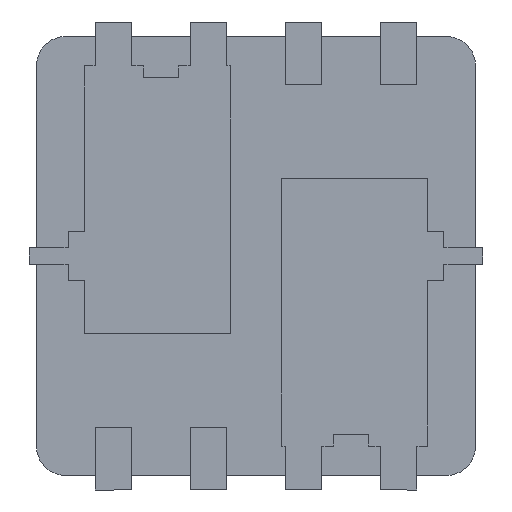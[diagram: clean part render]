
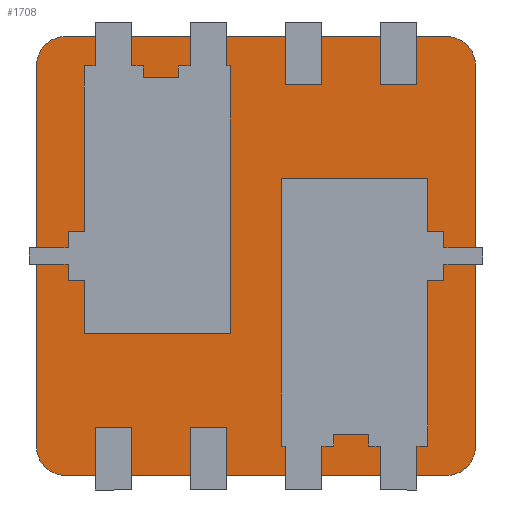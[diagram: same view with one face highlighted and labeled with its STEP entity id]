
A CAD part, front view. The second image highlights one B-rep face of the part: STEP entity #1708.
In plain terms, the highlighted planar face has unit normal (0, -1, 0).
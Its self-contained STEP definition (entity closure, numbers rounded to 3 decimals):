
#5 = ORIENTED_EDGE ( 'NONE', *, *, #3463, .T. ) ;
#82 = EDGE_CURVE ( 'NONE', #4616, #2646, #3337, .T. ) ;
#156 = CARTESIAN_POINT ( 'NONE',  ( 1.5, 0., 1.303 ) ) ;
#193 = FACE_OUTER_BOUND ( 'NONE', #4449, .T. ) ;
#219 = CARTESIAN_POINT ( 'NONE',  ( 0., 0., 0. ) ) ;
#231 = CARTESIAN_POINT ( 'NONE',  ( 1.303, 0., 1.5 ) ) ;
#251 = EDGE_CURVE ( 'NONE', #980, #2646, #2247, .T. ) ;
#417 = AXIS2_PLACEMENT_3D ( 'NONE', #219, #1644, #4499 ) ;
#438 = LINE ( 'NONE', #3956, #1665 ) ;
#449 = ORIENTED_EDGE ( 'NONE', *, *, #3806, .T. ) ;
#638 = CARTESIAN_POINT ( 'NONE',  ( -1.5, 0., -1.419 ) ) ;
#683 = VERTEX_POINT ( 'NONE', #3977 ) ;
#837 =( BOUNDED_CURVE ( )  B_SPLINE_CURVE ( 3, ( #3069, #1322, #4092, #1294 ),
 .UNSPECIFIED., .F., .T. ) 
 B_SPLINE_CURVE_WITH_KNOTS ( ( 4, 4 ),
 ( 5.513, 7.054 ),
 .UNSPECIFIED. ) 
 CURVE ( )  GEOMETRIC_REPRESENTATION_ITEM ( )  RATIONAL_B_SPLINE_CURVE ( ( 1., 0.812, 0.812, 1. ) ) 
 REPRESENTATION_ITEM ( '' )  );
#932 = CARTESIAN_POINT ( 'NONE',  ( 1.419, 0., 1.5 ) ) ;
#957 = CARTESIAN_POINT ( 'NONE',  ( -1.419, 0., 1.5 ) ) ;
#980 = VERTEX_POINT ( 'NONE', #4047 ) ;
#1187 = EDGE_CURVE ( 'NONE', #3821, #683, #438, .T. ) ;
#1259 = DIRECTION ( 'NONE',  ( 0., 0., 1. ) ) ;
#1294 = CARTESIAN_POINT ( 'NONE',  ( 1.5, 0., -1.303 ) ) ;
#1322 = CARTESIAN_POINT ( 'NONE',  ( 1.419, 0., -1.5 ) ) ;
#1424 = CARTESIAN_POINT ( 'NONE',  ( -1.5, 0., -1.303 ) ) ;
#1430 = CARTESIAN_POINT ( 'NONE',  ( -1.419, 0., -1.5 ) ) ;
#1495 = DIRECTION ( 'NONE',  ( 1., 0., 0. ) ) ;
#1544 = CARTESIAN_POINT ( 'NONE',  ( -1.5, 0., 1.5 ) ) ;
#1565 = CARTESIAN_POINT ( 'NONE',  ( 1.5, 0., 1.303 ) ) ;
#1644 = DIRECTION ( 'NONE',  ( 0., -1., 0. ) ) ;
#1665 = VECTOR ( 'NONE', #3626, 1000. ) ;
#1708 = ADVANCED_FACE ( 'NONE', ( #193 ), #3437, .T. ) ;
#1824 = CARTESIAN_POINT ( 'NONE',  ( 1.303, 0., -1.5 ) ) ;
#2058 = ORIENTED_EDGE ( 'NONE', *, *, #82, .F. ) ;
#2084 = CARTESIAN_POINT ( 'NONE',  ( -1.5, 0., 1.303 ) ) ;
#2194 = CARTESIAN_POINT ( 'NONE',  ( -1.5, 0., -1.5 ) ) ;
#2247 =( BOUNDED_CURVE ( )  B_SPLINE_CURVE ( 3, ( #2736, #957, #3145, #2084 ),
 .UNSPECIFIED., .F., .T. ) 
 B_SPLINE_CURVE_WITH_KNOTS ( ( 4, 4 ),
 ( 5.513, 7.054 ),
 .UNSPECIFIED. ) 
 CURVE ( )  GEOMETRIC_REPRESENTATION_ITEM ( )  RATIONAL_B_SPLINE_CURVE ( ( 1., 0.812, 0.812, 1. ) ) 
 REPRESENTATION_ITEM ( '' )  );
#2546 = LINE ( 'NONE', #2194, #4423 ) ;
#2576 =( BOUNDED_CURVE ( )  B_SPLINE_CURVE ( 3, ( #4598, #638, #1430, #3185 ),
 .UNSPECIFIED., .F., .T. ) 
 B_SPLINE_CURVE_WITH_KNOTS ( ( 4, 4 ),
 ( 5.513, 7.054 ),
 .UNSPECIFIED. ) 
 CURVE ( )  GEOMETRIC_REPRESENTATION_ITEM ( )  RATIONAL_B_SPLINE_CURVE ( ( 1., 0.812, 0.812, 1. ) ) 
 REPRESENTATION_ITEM ( '' )  );
#2646 = VERTEX_POINT ( 'NONE', #4596 ) ;
#2736 = CARTESIAN_POINT ( 'NONE',  ( -1.303, 0., 1.5 ) ) ;
#2744 = ORIENTED_EDGE ( 'NONE', *, *, #2971, .F. ) ;
#2862 = VERTEX_POINT ( 'NONE', #4420 ) ;
#2934 =( BOUNDED_CURVE ( )  B_SPLINE_CURVE ( 3, ( #1565, #3727, #932, #231 ),
 .UNSPECIFIED., .F., .T. ) 
 B_SPLINE_CURVE_WITH_KNOTS ( ( 4, 4 ),
 ( 5.513, 7.054 ),
 .UNSPECIFIED. ) 
 CURVE ( )  GEOMETRIC_REPRESENTATION_ITEM ( )  RATIONAL_B_SPLINE_CURVE ( ( 1., 0.812, 0.812, 1. ) ) 
 REPRESENTATION_ITEM ( '' )  );
#2971 = EDGE_CURVE ( 'NONE', #3271, #3362, #2546, .T. ) ;
#3008 = ORIENTED_EDGE ( 'NONE', *, *, #3204, .F. ) ;
#3056 = VECTOR ( 'NONE', #1259, 1000. ) ;
#3069 = CARTESIAN_POINT ( 'NONE',  ( 1.303, 0., -1.5 ) ) ;
#3138 = ORIENTED_EDGE ( 'NONE', *, *, #1187, .F. ) ;
#3145 = CARTESIAN_POINT ( 'NONE',  ( -1.5, 0., 1.419 ) ) ;
#3185 = CARTESIAN_POINT ( 'NONE',  ( -1.303, 0., -1.5 ) ) ;
#3204 = EDGE_CURVE ( 'NONE', #980, #2862, #3984, .T. ) ;
#3271 = VERTEX_POINT ( 'NONE', #1824 ) ;
#3311 = ORIENTED_EDGE ( 'NONE', *, *, #251, .T. ) ;
#3337 = LINE ( 'NONE', #1544, #3056 ) ;
#3362 = VERTEX_POINT ( 'NONE', #4442 ) ;
#3393 = VECTOR ( 'NONE', #1495, 1000. ) ;
#3437 = PLANE ( 'NONE',  #417 ) ;
#3463 = EDGE_CURVE ( 'NONE', #3821, #2862, #2934, .T. ) ;
#3626 = DIRECTION ( 'NONE',  ( 0., 0., -1. ) ) ;
#3685 = EDGE_CURVE ( 'NONE', #4616, #3362, #2576, .T. ) ;
#3727 = CARTESIAN_POINT ( 'NONE',  ( 1.5, 0., 1.419 ) ) ;
#3806 = EDGE_CURVE ( 'NONE', #3271, #683, #837, .T. ) ;
#3821 = VERTEX_POINT ( 'NONE', #156 ) ;
#3867 = ORIENTED_EDGE ( 'NONE', *, *, #3685, .T. ) ;
#3956 = CARTESIAN_POINT ( 'NONE',  ( 1.5, 0., 1.5 ) ) ;
#3977 = CARTESIAN_POINT ( 'NONE',  ( 1.5, 0., -1.303 ) ) ;
#3980 = DIRECTION ( 'NONE',  ( -1., 0., 0. ) ) ;
#3984 = LINE ( 'NONE', #4302, #3393 ) ;
#4047 = CARTESIAN_POINT ( 'NONE',  ( -1.303, 0., 1.5 ) ) ;
#4092 = CARTESIAN_POINT ( 'NONE',  ( 1.5, 0., -1.419 ) ) ;
#4302 = CARTESIAN_POINT ( 'NONE',  ( -1.5, 0., 1.5 ) ) ;
#4420 = CARTESIAN_POINT ( 'NONE',  ( 1.303, 0., 1.5 ) ) ;
#4423 = VECTOR ( 'NONE', #3980, 1000. ) ;
#4442 = CARTESIAN_POINT ( 'NONE',  ( -1.303, 0., -1.5 ) ) ;
#4449 = EDGE_LOOP ( 'NONE', ( #2058, #3867, #2744, #449, #3138, #5, #3008, #3311 ) ) ;
#4499 = DIRECTION ( 'NONE',  ( 0., 0., -1. ) ) ;
#4596 = CARTESIAN_POINT ( 'NONE',  ( -1.5, 0., 1.303 ) ) ;
#4598 = CARTESIAN_POINT ( 'NONE',  ( -1.5, 0., -1.303 ) ) ;
#4616 = VERTEX_POINT ( 'NONE', #1424 ) ;
